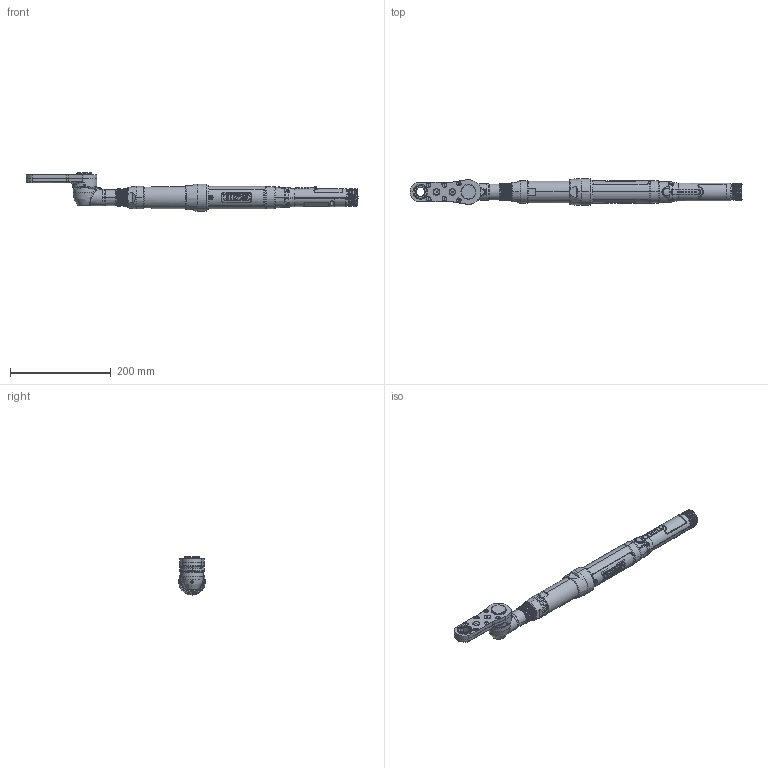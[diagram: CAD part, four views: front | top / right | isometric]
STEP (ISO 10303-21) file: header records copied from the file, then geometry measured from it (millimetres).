
FILE_DESCRIPTION((''),'2;1');
FILE_NAME('EB34LC601-73','2018-07-09T',('CEG0317'),(''),'PRO/ENGINEER BY PARAMETRIC TECHNOLOGY CORPORATION, 2016360','PRO/ENGINEER BY PARAMETRIC TECHNOLOGY CORPORATION, 2016360','');
FILE_SCHEMA(('CONFIG_CONTROL_DESIGN'));
Length unit declared in the file: inch
Products named in the file (1): EB34LC601-73
Bounding box: 658.96 x 53.48 x 75.58 mm (x, y, z)
Surface area: 196114.9 mm2 (no closed solid volume)
Topology: 0 solids, 207 shells, 2025 faces, 8048 edges, 6036 vertices
Faces by surface type: plane 628, cylinder 605, bspline 354, cone 261, torus 124, extrusion 35, sphere 18
Entity records: 131201 total; most frequent: CARTESIAN_POINT 72941, ORIENTED_EDGE 11516, DIRECTION 9986, EDGE_CURVE 8046, VERTEX_POINT 6036, AXIS2_PLACEMENT_3D 3690, B_SPLINE_CURVE_WITH_KNOTS 3456, VECTOR 2606
